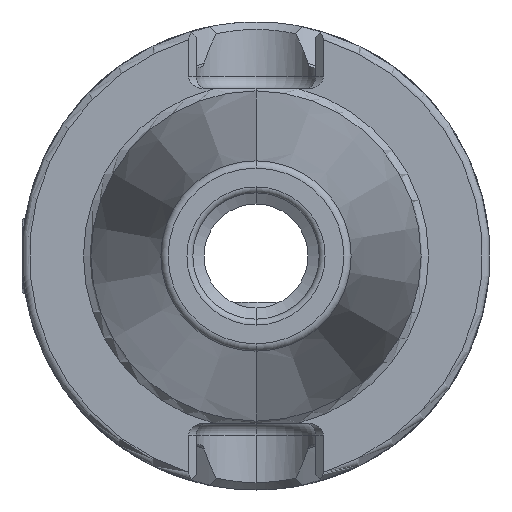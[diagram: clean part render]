
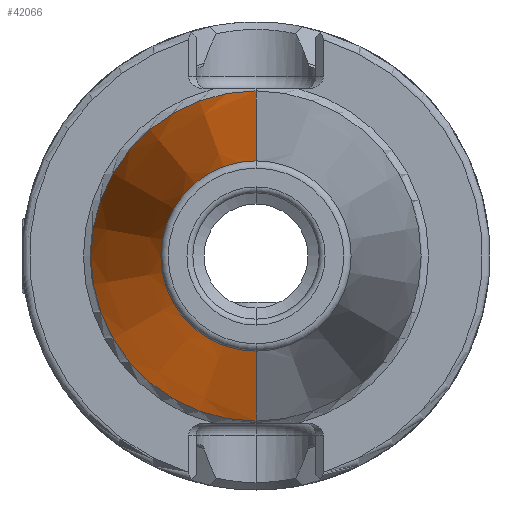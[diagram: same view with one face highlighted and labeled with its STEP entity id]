
A CAD part, left-side view. The second image highlights one B-rep face of the part: STEP entity #42066.
In plain terms, the highlighted conical face has half-angle 8.297 degrees and reference radius 22.225 mm.
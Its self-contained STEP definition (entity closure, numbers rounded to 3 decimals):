
#430 = CARTESIAN_POINT ( 'NONE',  ( 0., 0., 22.225 ) ) ;
#480 = LINE ( 'NONE', #23032, #34170 ) ;
#1685 = CARTESIAN_POINT ( 'NONE',  ( -64.544, 0., 0. ) ) ;
#2594 = DIRECTION ( 'NONE',  ( -1., 0., 0. ) ) ;
#2909 = VERTEX_POINT ( 'NONE', #28066 ) ;
#3232 = DIRECTION ( 'NONE',  ( 0.99, 0., -0.144 ) ) ;
#3875 = FACE_OUTER_BOUND ( 'NONE', #3988, .T. ) ;
#3988 = EDGE_LOOP ( 'NONE', ( #14626, #15644, #16153, #18303 ) ) ;
#5044 = DIRECTION ( 'NONE',  ( 0., 0., 1. ) ) ;
#6368 = AXIS2_PLACEMENT_3D ( 'NONE', #1685, #24737, #5044 ) ;
#11861 = EDGE_CURVE ( 'NONE', #14163, #27223, #40601, .T. ) ;
#13264 = DIRECTION ( 'NONE',  ( 1., 0., 0. ) ) ;
#14163 = VERTEX_POINT ( 'NONE', #18658 ) ;
#14626 = ORIENTED_EDGE ( 'NONE', *, *, #27284, .F. ) ;
#15644 = ORIENTED_EDGE ( 'NONE', *, *, #39797, .T. ) ;
#16153 = ORIENTED_EDGE ( 'NONE', *, *, #11861, .T. ) ;
#17695 = EDGE_CURVE ( 'NONE', #21033, #27223, #480, .T. ) ;
#18303 = ORIENTED_EDGE ( 'NONE', *, *, #17695, .F. ) ;
#18658 = CARTESIAN_POINT ( 'NONE',  ( 0., 0., 22.225 ) ) ;
#20475 = DIRECTION ( 'NONE',  ( 0.99, 0., 0.144 ) ) ;
#21033 = VERTEX_POINT ( 'NONE', #34107 ) ;
#21265 = CARTESIAN_POINT ( 'NONE',  ( 0., 0., -22.225 ) ) ;
#22440 = CARTESIAN_POINT ( 'NONE',  ( 0., 0., 0. ) ) ;
#23032 = CARTESIAN_POINT ( 'NONE',  ( 0., 0., -22.225 ) ) ;
#24737 = DIRECTION ( 'NONE',  ( -1., 0., 0. ) ) ;
#25612 = DIRECTION ( 'NONE',  ( 0., 0., 1. ) ) ;
#25894 = CARTESIAN_POINT ( 'NONE',  ( 0., 0., 0. ) ) ;
#27223 = VERTEX_POINT ( 'NONE', #21265 ) ;
#27284 = EDGE_CURVE ( 'NONE', #2909, #21033, #34528, .T. ) ;
#28066 = CARTESIAN_POINT ( 'NONE',  ( -64.544, 0., 12.812 ) ) ;
#28549 = VECTOR ( 'NONE', #20475, 1000. ) ;
#32713 = AXIS2_PLACEMENT_3D ( 'NONE', #25894, #13264, #35766 ) ;
#34107 = CARTESIAN_POINT ( 'NONE',  ( -64.544, 0., -12.812 ) ) ;
#34170 = VECTOR ( 'NONE', #3232, 1000. ) ;
#34408 = CONICAL_SURFACE ( 'NONE', #32713, 22.225, 0.145 ) ;
#34528 = CIRCLE ( 'NONE', #6368, 12.812 ) ;
#35252 = AXIS2_PLACEMENT_3D ( 'NONE', #22440, #2594, #25612 ) ;
#35766 = DIRECTION ( 'NONE',  ( 0., 0., -1. ) ) ;
#37011 = LINE ( 'NONE', #430, #28549 ) ;
#39797 = EDGE_CURVE ( 'NONE', #2909, #14163, #37011, .T. ) ;
#40601 = CIRCLE ( 'NONE', #35252, 22.225 ) ;
#42066 = ADVANCED_FACE ( 'NONE', ( #3875 ), #34408, .T. ) ;
